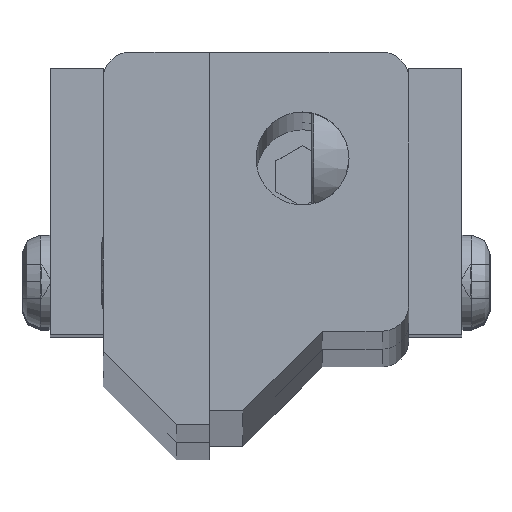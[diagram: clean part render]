
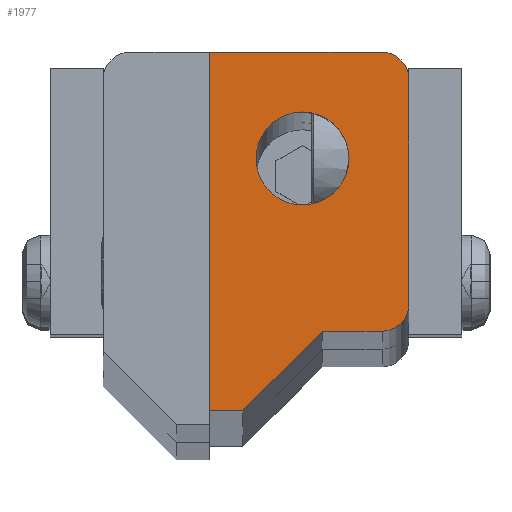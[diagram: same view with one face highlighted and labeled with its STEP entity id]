
A CAD part, top view. The second image highlights one B-rep face of the part: STEP entity #1977.
In plain terms, the highlighted planar face has unit normal (0, 0, 1).
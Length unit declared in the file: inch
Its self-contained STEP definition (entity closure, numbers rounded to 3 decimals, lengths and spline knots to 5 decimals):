
#1519=CARTESIAN_POINT('',(0.16224,0.48787,48.0));
#1520=VERTEX_POINT('',#1519);
#1521=CARTESIAN_POINT('',(-0.05651,0.48787,48.0));
#1522=DIRECTION('',(0.0,0.0,-1.0));
#1523=DIRECTION('',(-1.0,0.0,0.0));
#1524=AXIS2_PLACEMENT_3D('',#1521,#1522,#1523);
#1525=CIRCLE('',#1524,0.21875);
#1526=EDGE_CURVE('',#1520,#1520,#1525,.T.);
#1559=CARTESIAN_POINT('',(0.31849,0.98787,48.0));
#1560=VERTEX_POINT('',#1559);
#1561=CARTESIAN_POINT('',(0.44349,0.86287,48.0));
#1562=VERTEX_POINT('',#1561);
#1563=CARTESIAN_POINT('',(0.31849,0.86287,48.0));
#1564=DIRECTION('',(0.0,0.0,-1.0));
#1565=DIRECTION('',(-1.0,0.0,0.0));
#1566=AXIS2_PLACEMENT_3D('',#1563,#1564,#1565);
#1567=CIRCLE('',#1566,0.125);
#1568=EDGE_CURVE('',#1560,#1562,#1567,.T.);
#1601=CARTESIAN_POINT('',(0.44349,-0.19963,48.0));
#1602=VERTEX_POINT('',#1601);
#1603=CARTESIAN_POINT('',(0.44349,0.86287,48.0));
#1604=DIRECTION('',(0.0,-1.0,0.0));
#1605=VECTOR('',#1604,1.0625);
#1606=LINE('',#1603,#1605);
#1607=EDGE_CURVE('',#1562,#1602,#1606,.T.);
#1713=CARTESIAN_POINT('',(0.31849,-0.32463,48.0));
#1714=VERTEX_POINT('',#1713);
#1715=CARTESIAN_POINT('',(0.31849,-0.19963,48.0));
#1716=DIRECTION('',(0.0,0.0,-1.0));
#1717=DIRECTION('',(0.0,1.0,0.0));
#1718=AXIS2_PLACEMENT_3D('',#1715,#1716,#1717);
#1719=CIRCLE('',#1718,0.125);
#1720=EDGE_CURVE('',#1602,#1714,#1719,.T.);
#1746=CARTESIAN_POINT('',(0.03724,-0.32463,48.0));
#1747=VERTEX_POINT('',#1746);
#1748=CARTESIAN_POINT('',(0.31849,-0.32463,48.0));
#1749=DIRECTION('',(-1.0,0.0,0.0));
#1750=VECTOR('',#1749,0.28125);
#1751=LINE('',#1748,#1750);
#1752=EDGE_CURVE('',#1714,#1747,#1751,.T.);
#1777=CARTESIAN_POINT('',(-0.33776,-0.69963,48.0));
#1778=VERTEX_POINT('',#1777);
#1779=CARTESIAN_POINT('',(0.03724,-0.32463,48.0));
#1780=DIRECTION('',(-0.707,-0.707,0.0));
#1781=VECTOR('',#1780,0.53033);
#1782=LINE('',#1779,#1781);
#1783=EDGE_CURVE('',#1747,#1778,#1782,.T.);
#1808=CARTESIAN_POINT('',(-0.49401,-0.69963,48.0));
#1809=VERTEX_POINT('',#1808);
#1810=CARTESIAN_POINT('',(-0.33776,-0.69963,48.0));
#1811=DIRECTION('',(-1.0,0.0,0.0));
#1812=VECTOR('',#1811,0.15625);
#1813=LINE('',#1810,#1812);
#1814=EDGE_CURVE('',#1778,#1809,#1813,.T.);
#1839=CARTESIAN_POINT('',(-0.49401,0.98787,48.0));
#1840=VERTEX_POINT('',#1839);
#1841=CARTESIAN_POINT('',(-0.49401,-0.69963,48.0));
#1842=DIRECTION('',(0.0,1.0,0.0));
#1843=VECTOR('',#1842,1.6875);
#1844=LINE('',#1841,#1843);
#1845=EDGE_CURVE('',#1809,#1840,#1844,.T.);
#1942=CARTESIAN_POINT('',(-0.49401,0.98787,48.0));
#1943=DIRECTION('',(1.0,0.0,0.0));
#1944=VECTOR('',#1943,0.8125);
#1945=LINE('',#1942,#1944);
#1946=EDGE_CURVE('',#1840,#1560,#1945,.T.);
#1959=CARTESIAN_POINT('',(-0.07571,0.21454,48.0));
#1960=DIRECTION('',(0.0,0.0,1.0));
#1961=DIRECTION('',(1.0,0.0,0.0));
#1962=AXIS2_PLACEMENT_3D('',#1959,#1960,#1961);
#1963=PLANE('',#1962);
#1964=ORIENTED_EDGE('',*,*,#1568,.F.);
#1965=ORIENTED_EDGE('',*,*,#1946,.F.);
#1966=ORIENTED_EDGE('',*,*,#1845,.F.);
#1967=ORIENTED_EDGE('',*,*,#1814,.F.);
#1968=ORIENTED_EDGE('',*,*,#1783,.F.);
#1969=ORIENTED_EDGE('',*,*,#1752,.F.);
#1970=ORIENTED_EDGE('',*,*,#1720,.F.);
#1971=ORIENTED_EDGE('',*,*,#1607,.F.);
#1972=EDGE_LOOP('',(#1964,#1965,#1966,#1967,#1968,#1969,#1970,#1971));
#1973=FACE_OUTER_BOUND('',#1972,.T.);
#1974=ORIENTED_EDGE('',*,*,#1526,.T.);
#1975=EDGE_LOOP('',(#1974));
#1976=FACE_BOUND('',#1975,.T.);
#1977=ADVANCED_FACE('',(#1973,#1976),#1963,.T.);
